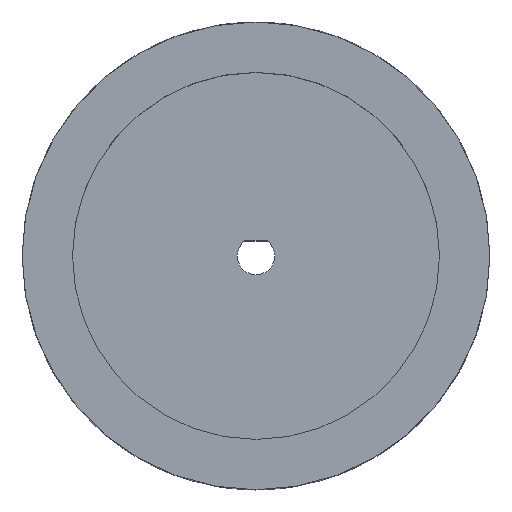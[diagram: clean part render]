
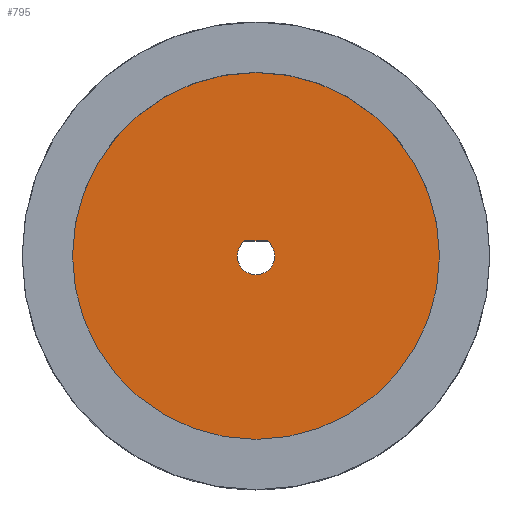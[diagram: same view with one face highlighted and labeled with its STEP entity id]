
A CAD part, top view. The second image highlights one B-rep face of the part: STEP entity #795.
In plain terms, the highlighted planar face has unit normal (0, 0, 1).
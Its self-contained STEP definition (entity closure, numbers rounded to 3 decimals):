
#15 = CIRCLE ( 'NONE', #822, 25.5 ) ;
#31 = AXIS2_PLACEMENT_3D ( 'NONE', #493, #1135, #229 ) ;
#37 = DIRECTION ( 'NONE',  ( 0., 0., 1. ) ) ;
#63 = ORIENTED_EDGE ( 'NONE', *, *, #406, .T. ) ;
#65 = DIRECTION ( 'NONE',  ( 1., 0., 0. ) ) ;
#95 = VERTEX_POINT ( 'NONE', #814 ) ;
#155 = EDGE_CURVE ( 'NONE', #95, #1078, #391, .T. ) ;
#158 = DIRECTION ( 'NONE',  ( 0., 0., -1. ) ) ;
#165 = AXIS2_PLACEMENT_3D ( 'NONE', #970, #158, #518 ) ;
#187 = AXIS2_PLACEMENT_3D ( 'NONE', #376, #1105, #655 ) ;
#196 = DIRECTION ( 'NONE',  ( 0., 0., -1. ) ) ;
#229 = DIRECTION ( 'NONE',  ( -1., 0., 0. ) ) ;
#233 = EDGE_CURVE ( 'NONE', #396, #883, #274, .T. ) ;
#274 = CIRCLE ( 'NONE', #31, 2.6 ) ;
#328 = EDGE_CURVE ( 'NONE', #1058, #396, #643, .T. ) ;
#376 = CARTESIAN_POINT ( 'NONE',  ( 0., 0., 5. ) ) ;
#391 = CIRCLE ( 'NONE', #700, 25.5 ) ;
#396 = VERTEX_POINT ( 'NONE', #1005 ) ;
#399 = EDGE_CURVE ( 'NONE', #752, #1058, #541, .T. ) ;
#406 = EDGE_CURVE ( 'NONE', #883, #752, #850, .T. ) ;
#411 = EDGE_LOOP ( 'NONE', ( #619, #809, #63, #834 ) ) ;
#438 = EDGE_LOOP ( 'NONE', ( #1115, #470 ) ) ;
#470 = ORIENTED_EDGE ( 'NONE', *, *, #155, .T. ) ;
#473 = CARTESIAN_POINT ( 'NONE',  ( 0., 0., 5. ) ) ;
#480 = CARTESIAN_POINT ( 'NONE',  ( 0., 2.1, 5. ) ) ;
#492 = AXIS2_PLACEMENT_3D ( 'NONE', #473, #196, #914 ) ;
#493 = CARTESIAN_POINT ( 'NONE',  ( 0., 0., 5. ) ) ;
#518 = DIRECTION ( 'NONE',  ( -1., 0., 0. ) ) ;
#541 = CIRCLE ( 'NONE', #492, 2.6 ) ;
#588 = EDGE_CURVE ( 'NONE', #1078, #95, #15, .T. ) ;
#619 = ORIENTED_EDGE ( 'NONE', *, *, #328, .T. ) ;
#643 = LINE ( 'NONE', #480, #837 ) ;
#655 = DIRECTION ( 'NONE',  ( -1., 0., 0. ) ) ;
#688 = DIRECTION ( 'NONE',  ( 1., 0., 0. ) ) ;
#700 = AXIS2_PLACEMENT_3D ( 'NONE', #1055, #783, #65 ) ;
#714 = CARTESIAN_POINT ( 'NONE',  ( -2.6, 0., 5. ) ) ;
#749 = CARTESIAN_POINT ( 'NONE',  ( 25.5, 0., 5. ) ) ;
#752 = VERTEX_POINT ( 'NONE', #714 ) ;
#783 = DIRECTION ( 'NONE',  ( 0., 0., 1. ) ) ;
#795 = ADVANCED_FACE ( 'NONE', ( #873, #1052 ), #965, .F. ) ;
#809 = ORIENTED_EDGE ( 'NONE', *, *, #233, .T. ) ;
#814 = CARTESIAN_POINT ( 'NONE',  ( -25.5, 0., 5. ) ) ;
#822 = AXIS2_PLACEMENT_3D ( 'NONE', #1044, #37, #688 ) ;
#833 = DIRECTION ( 'NONE',  ( 1., 0., 0. ) ) ;
#834 = ORIENTED_EDGE ( 'NONE', *, *, #399, .T. ) ;
#837 = VECTOR ( 'NONE', #833, 1000. ) ;
#850 = CIRCLE ( 'NONE', #187, 2.6 ) ;
#873 = FACE_BOUND ( 'NONE', #411, .T. ) ;
#883 = VERTEX_POINT ( 'NONE', #897 ) ;
#897 = CARTESIAN_POINT ( 'NONE',  ( 2.6, 0., 5. ) ) ;
#914 = DIRECTION ( 'NONE',  ( -1., 0., 0. ) ) ;
#920 = CARTESIAN_POINT ( 'NONE',  ( -1.533, 2.1, 5. ) ) ;
#965 = PLANE ( 'NONE',  #165 ) ;
#970 = CARTESIAN_POINT ( 'NONE',  ( 0., 25.5, 5. ) ) ;
#1005 = CARTESIAN_POINT ( 'NONE',  ( 1.533, 2.1, 5. ) ) ;
#1044 = CARTESIAN_POINT ( 'NONE',  ( 0., 0., 5. ) ) ;
#1052 = FACE_OUTER_BOUND ( 'NONE', #438, .T. ) ;
#1055 = CARTESIAN_POINT ( 'NONE',  ( 0., 0., 5. ) ) ;
#1058 = VERTEX_POINT ( 'NONE', #920 ) ;
#1078 = VERTEX_POINT ( 'NONE', #749 ) ;
#1105 = DIRECTION ( 'NONE',  ( 0., 0., -1. ) ) ;
#1115 = ORIENTED_EDGE ( 'NONE', *, *, #588, .T. ) ;
#1135 = DIRECTION ( 'NONE',  ( 0., 0., -1. ) ) ;
